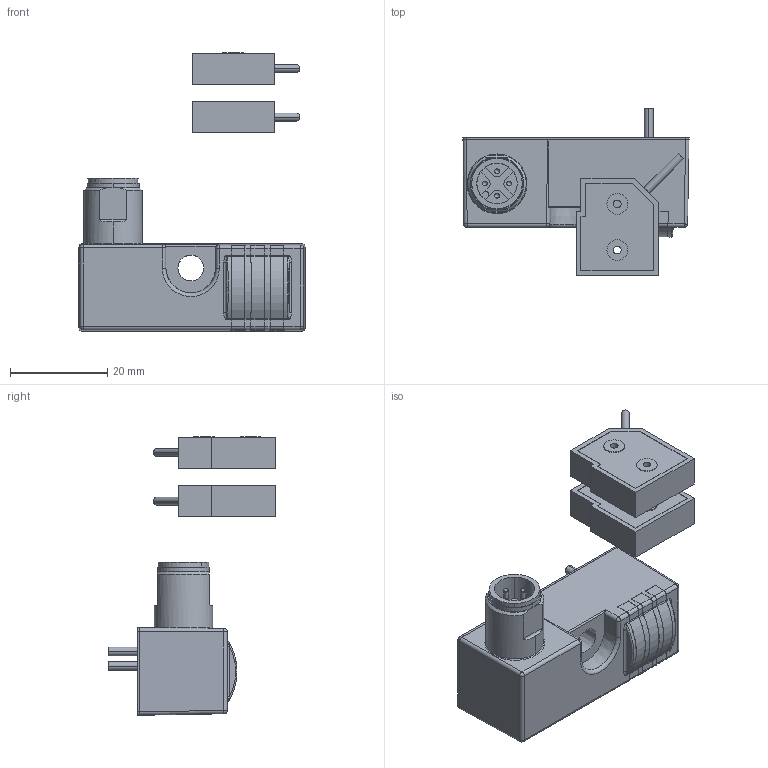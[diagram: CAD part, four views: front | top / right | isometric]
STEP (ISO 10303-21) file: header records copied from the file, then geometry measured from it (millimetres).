
FILE_DESCRIPTION((''),'2;1');
FILE_NAME('DM_CAD-3235_S6_ASM','2018-02-12T',('creinig-se'),(''),'PRO/ENGINEER BY PARAMETRIC TECHNOLOGY CORPORATION, 2015440','PRO/ENGINEER BY PARAMETRIC TECHNOLOGY CORPORATION, 2015440','');
FILE_SCHEMA(('CONFIG_CONTROL_DESIGN'));
Length unit declared in the file: millimetre
Products named in the file (3): DM_CAD-3235_SCHRUMPFV; DM_CAD-2485_04AC79E; DM_CAD-3235_S6_ASM
Assembly tree (3 placements, depth 2):
  DM_CAD-3235_S6_ASM
    DM_CAD-3235_SCHRUMPFV
    DM_CAD-2485_04AC79E  x2
Bounding box: 46.5 x 34.5 x 57.3 mm (x, y, z)
Volume: 18155.7 mm3; surface area: 9342.5 mm2
Topology: 3 solids, 3 shells, 415 faces, 1230 edges, 848 vertices
Faces by surface type: plane 187, cylinder 154, bspline 34, sphere 16, torus 12, cone 12
Entity records: 18239 total; most frequent: CARTESIAN_POINT 5549, ORIENTED_EDGE 2036, DIRECTION 1808, EDGE_CURVE 1018, VERTEX_POINT 654, VECTOR 610, LINE 610, AXIS2_PLACEMENT_3D 599
